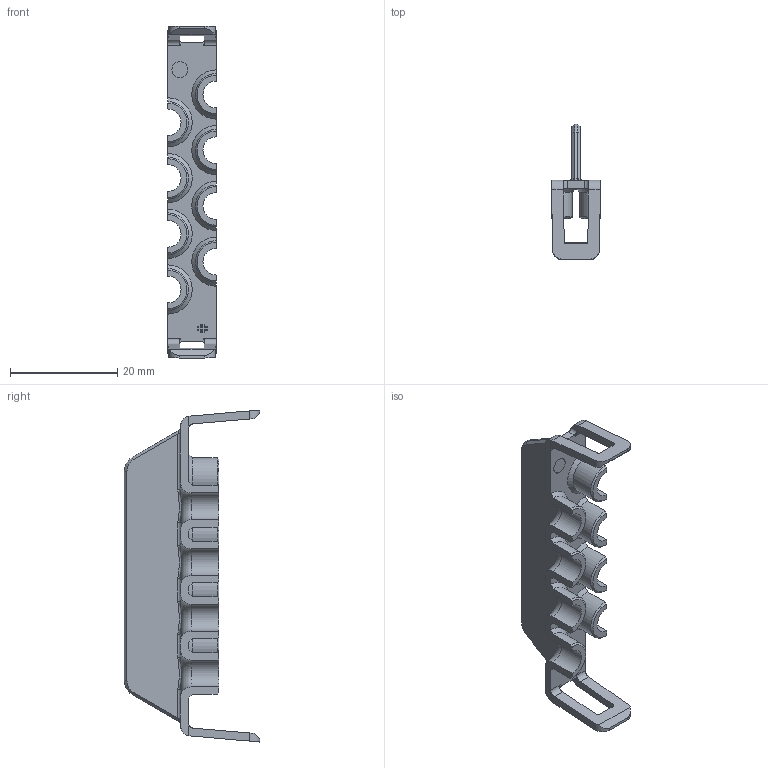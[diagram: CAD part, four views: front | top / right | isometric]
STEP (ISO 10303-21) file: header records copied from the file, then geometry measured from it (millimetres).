
FILE_DESCRIPTION((''),'2;1');
FILE_NAME('SC38-2001A-B003_NCF_ASM','2023-10-12T15:22:23',('20077268'),(''),'CREO PARAMETRIC BY PTC INC, 2017110','CREO PARAMETRIC BY PTC INC, 2017110','');
FILE_SCHEMA(('CONFIG_CONTROL_DESIGN'));
Length unit declared in the file: millimetre
Products named in the file (2): PC38-2001A-B003_NCF; SC38-2001A-B003_NCF_ASM
Assembly tree (1 placements, depth 2):
  SC38-2001A-B003_NCF_ASM
    PC38-2001A-B003_NCF
Bounding box: 9.1 x 25.3 x 61.99 mm (x, y, z)
Volume: 2216.4 mm3; surface area: 3469.8 mm2
Topology: 1 solids, 1 shells, 189 faces, 536 edges, 348 vertices
Faces by surface type: plane 93, cylinder 60, cone 20, bspline 8, torus 8
Entity records: 7159 total; most frequent: CARTESIAN_POINT 2290, ORIENTED_EDGE 1072, DIRECTION 928, EDGE_CURVE 536, VERTEX_POINT 348, VECTOR 336, LINE 336, AXIS2_PLACEMENT_3D 296
